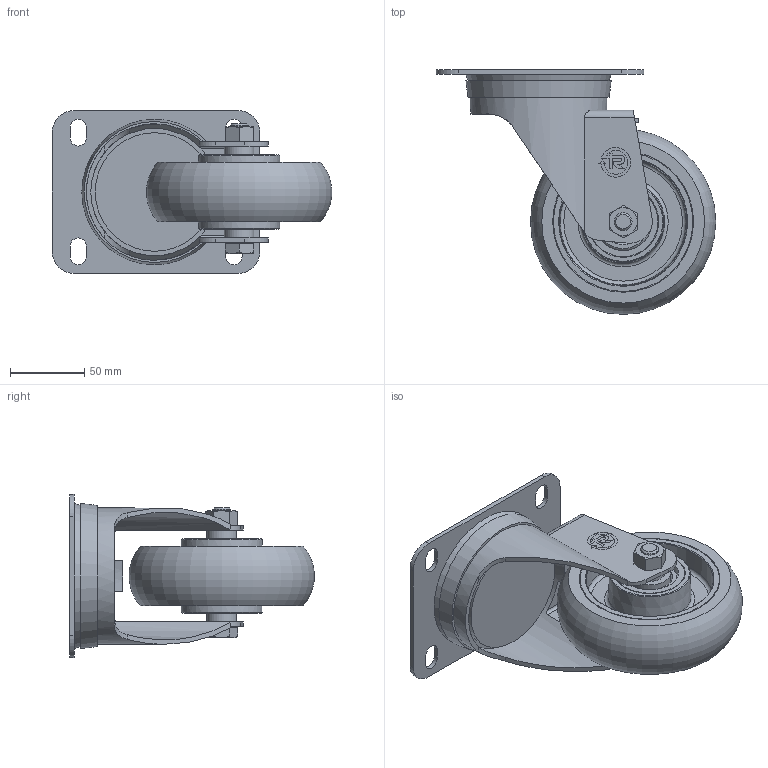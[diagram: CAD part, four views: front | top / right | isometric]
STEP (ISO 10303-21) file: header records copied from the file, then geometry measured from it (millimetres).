
FILE_DESCRIPTION( ( 'STEP AP214' ), ' ' );
FILE_NAME( '628713.stp', '2018-04-04T07:38:40', ( '' ), ( '' ), ' ', 'PARTsolutions', ' ' );
FILE_SCHEMA( ( 'AUTOMOTIVE_DESIGN { 1 0 10303 214 1 1 1 1 }' ) );
Length unit declared in the file: millimetre
Products named in the file (8): 628713; _SRP/NL (125-140x110-40166)-b; _Bolt M12(20-125-40-80GREY); _Nut M12(125-40-20-60GREY); _624143; _Serie 62 ER HUB -622143- 20; _Serie 62 ER SHAFT - 622143- 20; _Shaft 125-M8-40-20600
Assembly tree (8 placements, depth 2):
  628713
    _SRP/NL (125-140x110-40166)-b
    _Bolt M12(20-125-40-80GREY)
    _Nut M12(125-40-20-60GREY)
    _624143
    _Serie 62 ER HUB -622143- 20  x2
    _Serie 62 ER SHAFT - 622143- 20
    _Shaft 125-M8-40-20600
Bounding box: 188.45 x 164.95 x 110 mm (x, y, z)
Volume: 559013.4 mm3; surface area: 158925.9 mm2
Topology: 8 solids, 8 shells, 285 faces, 656 edges, 418 vertices
Faces by surface type: plane 155, cylinder 75, cone 36, torus 19
Full cylindrical faces by diameter (mm): 8 x3, 10.106 x1, 12 x1, 16.47 x1, 20 x3, 21 x2, 25 x1, 28.08 x4, 30.79 x4, 32 x1, 36.21 x4, 38.92 x4, 44 x1, 47 x4, 80 x1, 86 x1, 92 x1, 94 x2, 95 x2
Entity records: 9750 total; most frequent: CARTESIAN_POINT 1551, DIRECTION 1248, ORIENTED_EDGE 1112, EDGE_CURVE 556, AXIS2_PLACEMENT_3D 464, VERTEX_POINT 397, EDGE_LOOP 378, LINE 320
